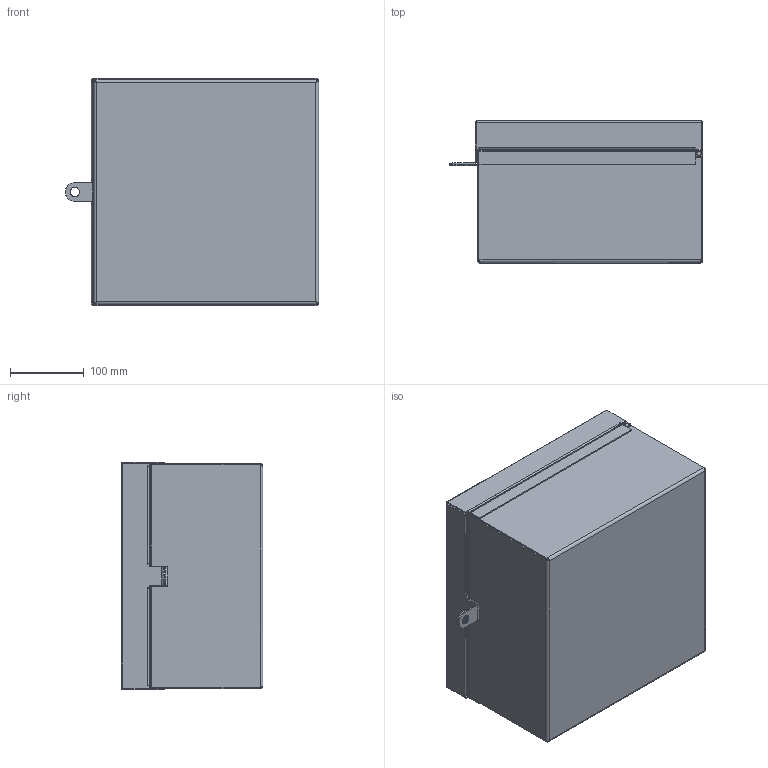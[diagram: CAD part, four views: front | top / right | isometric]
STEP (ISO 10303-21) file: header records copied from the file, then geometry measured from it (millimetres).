
FILE_DESCRIPTION (( 'STEP AP203' ), '1' );
FILE_NAME ('Lock Box - Inch ASSEMBLY - STEP.STEP', '2011-10-23T02:03:31', ( '' ), ( '' ), 'SwSTEP 2.0', 'SolidWorks 2011', '' );
FILE_SCHEMA (( 'CONFIG_CONTROL_DESIGN' ));
Length unit declared in the file: inch
Products named in the file (4): Lock Box - Inch ASSEMBLY - STEP; Hinge Pin; Lock Box Top - INCH; Lock Box Bottom - INCH_12 x 12 x 6
Assembly tree (3 placements, depth 2):
  Lock Box - Inch ASSEMBLY - STEP
    Hinge Pin
    Lock Box Top - INCH
    Lock Box Bottom - INCH_12 x 12 x 6
Bounding box: 343.02 x 191.97 x 308.49 mm (x, y, z)
Volume: 763152.7 mm3; surface area: 897259.9 mm2
Topology: 3 solids, 3 shells, 330 faces, 796 edges, 472 vertices
Faces by surface type: plane 240, cylinder 82, bspline 8
Entity records: 10218 total; most frequent: CARTESIAN_POINT 2124, ORIENTED_EDGE 1592, DIRECTION 1588, EDGE_CURVE 796, VECTOR 628, LINE 628, AXIS2_PLACEMENT_3D 480, VERTEX_POINT 472
